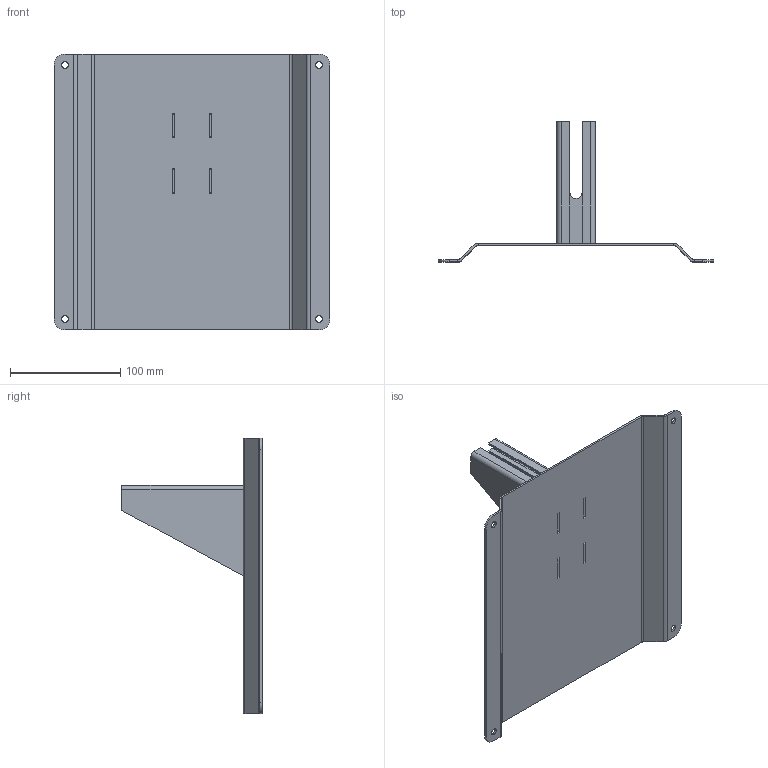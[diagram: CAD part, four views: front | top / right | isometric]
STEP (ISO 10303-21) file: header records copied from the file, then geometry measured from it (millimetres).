
FILE_DESCRIPTION (( 'STEP AP203' ), '1' );
FILE_NAME ('T54150.STEP', '2023-01-18T17:11:43', ( '' ), ( '' ), 'SwSTEP 2.0', 'SolidWorks 2022', '' );
FILE_SCHEMA (( 'CONFIG_CONTROL_DESIGN' ));
Length unit declared in the file: millimetre
Products named in the file (5): TH1352; TH2083; TH2082; T54150; TH2081
Assembly tree (4 placements, depth 2):
  T54150
    TH2081
    TH2082
    TH2083
    TH1352
Bounding box: 250 x 127 x 250 mm (x, y, z)
Volume: 165639.7 mm3; surface area: 170538.1 mm2
Topology: 4 solids, 4 shells, 134 faces, 314 edges, 188 vertices
Faces by surface type: plane 105, cylinder 29
Entity records: 4279 total; most frequent: DIRECTION 654, CARTESIAN_POINT 643, ORIENTED_EDGE 628, EDGE_CURVE 314, LINE 256, VECTOR 256, AXIS2_PLACEMENT_3D 199, VERTEX_POINT 188
